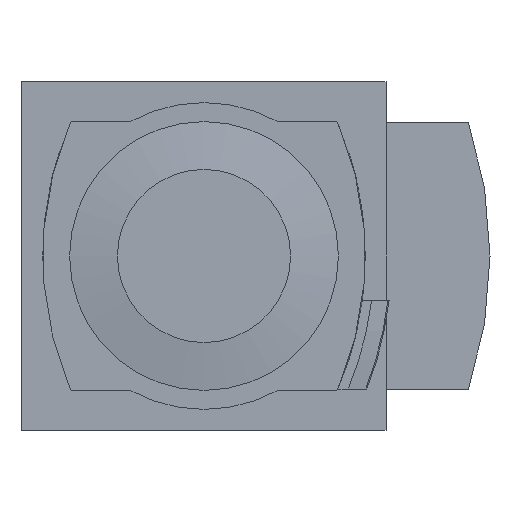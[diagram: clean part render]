
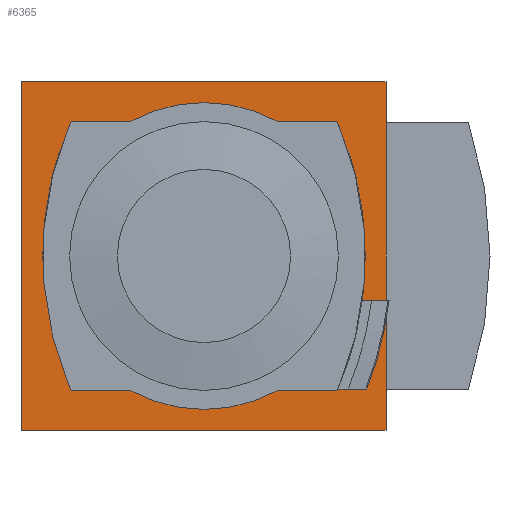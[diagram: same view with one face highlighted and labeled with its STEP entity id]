
A CAD part, front view. The second image highlights one B-rep face of the part: STEP entity #6365.
In plain terms, the highlighted planar face has unit normal (0, -1, 0).
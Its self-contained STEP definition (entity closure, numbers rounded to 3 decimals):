
#114=PLANE('',#6693);
#282=LINE('',#8372,#822);
#388=LINE('',#8594,#928);
#403=LINE('',#8632,#943);
#445=LINE('',#8742,#985);
#562=LINE('',#9084,#1102);
#563=LINE('',#9088,#1103);
#564=LINE('',#9096,#1104);
#565=LINE('',#9100,#1105);
#566=LINE('',#9106,#1106);
#567=LINE('',#9110,#1107);
#822=VECTOR('',#7001,1000.);
#928=VECTOR('',#7173,1000.);
#943=VECTOR('',#7202,1000.);
#985=VECTOR('',#7286,1000.);
#1102=VECTOR('',#7545,1000.);
#1103=VECTOR('',#7548,1000.);
#1104=VECTOR('',#7555,1000.);
#1105=VECTOR('',#7558,1000.);
#1106=VECTOR('',#7563,1000.);
#1107=VECTOR('',#7566,1000.);
#1877=ORIENTED_EDGE('',*,*,#2870,.F.);
#1878=ORIENTED_EDGE('',*,*,#2945,.F.);
#1879=ORIENTED_EDGE('',*,*,#2890,.F.);
#1880=ORIENTED_EDGE('',*,*,#2756,.F.);
#1881=ORIENTED_EDGE('',*,*,#3109,.T.);
#1882=ORIENTED_EDGE('',*,*,#3110,.T.);
#1883=ORIENTED_EDGE('',*,*,#3111,.T.);
#1884=ORIENTED_EDGE('',*,*,#3112,.T.);
#1885=ORIENTED_EDGE('',*,*,#3113,.T.);
#1886=ORIENTED_EDGE('',*,*,#3114,.T.);
#1887=ORIENTED_EDGE('',*,*,#3115,.T.);
#1888=ORIENTED_EDGE('',*,*,#3116,.T.);
#1889=ORIENTED_EDGE('',*,*,#3117,.T.);
#1890=ORIENTED_EDGE('',*,*,#3118,.T.);
#1891=ORIENTED_EDGE('',*,*,#3119,.T.);
#1892=ORIENTED_EDGE('',*,*,#3120,.T.);
#1893=ORIENTED_EDGE('',*,*,#3121,.T.);
#1894=ORIENTED_EDGE('',*,*,#3122,.F.);
#1895=ORIENTED_EDGE('',*,*,#3123,.T.);
#2756=EDGE_CURVE('',#3436,#3437,#282,.T.);
#2870=EDGE_CURVE('',#3519,#3436,#388,.T.);
#2890=EDGE_CURVE('',#3437,#3536,#403,.T.);
#2945=EDGE_CURVE('',#3536,#3519,#445,.T.);
#3109=EDGE_CURVE('',#3719,#3720,#3903,.T.);
#3110=EDGE_CURVE('',#3720,#3721,#562,.T.);
#3111=EDGE_CURVE('',#3721,#3722,#3904,.T.);
#3112=EDGE_CURVE('',#3722,#3723,#563,.T.);
#3113=EDGE_CURVE('',#3723,#3724,#3905,.T.);
#3114=EDGE_CURVE('',#3724,#3725,#3906,.T.);
#3115=EDGE_CURVE('',#3725,#3726,#3907,.T.);
#3116=EDGE_CURVE('',#3726,#3727,#564,.T.);
#3117=EDGE_CURVE('',#3727,#3728,#3908,.T.);
#3118=EDGE_CURVE('',#3728,#3729,#565,.T.);
#3119=EDGE_CURVE('',#3729,#3730,#3909,.T.);
#3120=EDGE_CURVE('',#3730,#3731,#3910,.T.);
#3121=EDGE_CURVE('',#3731,#3732,#566,.T.);
#3122=EDGE_CURVE('',#3733,#3732,#3911,.T.);
#3123=EDGE_CURVE('',#3733,#3719,#567,.T.);
#3436=VERTEX_POINT('',#8371);
#3437=VERTEX_POINT('',#8373);
#3519=VERTEX_POINT('',#8593);
#3536=VERTEX_POINT('',#8633);
#3719=VERTEX_POINT('',#9082);
#3720=VERTEX_POINT('',#9083);
#3721=VERTEX_POINT('',#9085);
#3722=VERTEX_POINT('',#9087);
#3723=VERTEX_POINT('',#9089);
#3724=VERTEX_POINT('',#9091);
#3725=VERTEX_POINT('',#9093);
#3726=VERTEX_POINT('',#9095);
#3727=VERTEX_POINT('',#9097);
#3728=VERTEX_POINT('',#9099);
#3729=VERTEX_POINT('',#9101);
#3730=VERTEX_POINT('',#9103);
#3731=VERTEX_POINT('',#9105);
#3732=VERTEX_POINT('',#9107);
#3733=VERTEX_POINT('',#9109);
#3903=CIRCLE('',#6694,0.3);
#3904=CIRCLE('',#6695,17.7);
#3905=CIRCLE('',#6696,0.3);
#3906=CIRCLE('',#6697,38.9);
#3907=CIRCLE('',#6698,0.3);
#3908=CIRCLE('',#6699,17.7);
#3909=CIRCLE('',#6700,0.3);
#3910=CIRCLE('',#6701,38.9);
#3911=CIRCLE('',#6702,39.95);
#4038=EDGE_LOOP('',(#1877,#1878,#1879,#1880));
#4039=EDGE_LOOP('',(#1881,#1882,#1883,#1884,#1885,#1886,#1887,#1888,#1889,
#1890,#1891,#1892,#1893,#1894,#1895));
#4311=FACE_BOUND('',#4038,.T.);
#4312=FACE_BOUND('',#4039,.T.);
#6365=ADVANCED_FACE('',(#4311,#4312),#114,.F.);
#6693=AXIS2_PLACEMENT_3D('',#9080,#7541,#7542);
#6694=AXIS2_PLACEMENT_3D('',#9081,#7543,#7544);
#6695=AXIS2_PLACEMENT_3D('',#9086,#7546,#7547);
#6696=AXIS2_PLACEMENT_3D('',#9090,#7549,#7550);
#6697=AXIS2_PLACEMENT_3D('',#9092,#7551,#7552);
#6698=AXIS2_PLACEMENT_3D('',#9094,#7553,#7554);
#6699=AXIS2_PLACEMENT_3D('',#9098,#7556,#7557);
#6700=AXIS2_PLACEMENT_3D('',#9102,#7559,#7560);
#6701=AXIS2_PLACEMENT_3D('',#9104,#7561,#7562);
#6702=AXIS2_PLACEMENT_3D('',#9108,#7564,#7565);
#7001=DIRECTION('',(0.,0.,1.));
#7173=DIRECTION('',(-1.,0.,0.));
#7202=DIRECTION('',(1.,0.,0.));
#7286=DIRECTION('',(0.,0.,-1.));
#7541=DIRECTION('',(0.,1.,0.));
#7542=DIRECTION('',(0.,0.,1.));
#7543=DIRECTION('',(0.,1.,0.));
#7544=DIRECTION('',(1.,0.,0.));
#7545=DIRECTION('',(-1.,0.,0.));
#7546=DIRECTION('',(0.,1.,0.));
#7547=DIRECTION('',(1.,0.,0.));
#7548=DIRECTION('',(-1.,0.,0.));
#7549=DIRECTION('',(0.,1.,0.));
#7550=DIRECTION('',(1.,0.,0.));
#7551=DIRECTION('',(0.,1.,0.));
#7552=DIRECTION('',(1.,0.,0.));
#7553=DIRECTION('',(0.,1.,0.));
#7554=DIRECTION('',(1.,0.,0.));
#7555=DIRECTION('',(1.,0.,0.));
#7556=DIRECTION('',(0.,1.,0.));
#7557=DIRECTION('',(1.,0.,0.));
#7558=DIRECTION('',(1.,0.,0.));
#7559=DIRECTION('',(0.,1.,0.));
#7560=DIRECTION('',(1.,0.,0.));
#7561=DIRECTION('',(0.,1.,0.));
#7562=DIRECTION('',(1.,0.,0.));
#7563=DIRECTION('',(1.,0.,0.));
#7564=DIRECTION('',(0.,-1.,0.));
#7565=DIRECTION('',(0.,0.,-1.));
#7566=DIRECTION('',(-1.,0.,0.));
#8371=CARTESIAN_POINT('',(-21.,-31.,-20.1));
#8372=CARTESIAN_POINT('',(-21.,-31.,-20.1));
#8373=CARTESIAN_POINT('',(-21.,-31.,20.1));
#8593=CARTESIAN_POINT('',(21.,-31.,-20.1));
#8594=CARTESIAN_POINT('',(21.,-31.,-20.1));
#8632=CARTESIAN_POINT('',(-21.,-31.,20.1));
#8633=CARTESIAN_POINT('',(21.,-31.,20.1));
#8742=CARTESIAN_POINT('',(21.,-31.,20.1));
#9080=CARTESIAN_POINT('',(0.,-31.,0.));
#9081=CARTESIAN_POINT('',(15.181,-31.,-15.2));
#9082=CARTESIAN_POINT('',(15.442,-31.,-15.349));
#9083=CARTESIAN_POINT('',(15.181,-31.,-15.5));
#9084=CARTESIAN_POINT('',(14.091,-31.,-15.5));
#9085=CARTESIAN_POINT('',(8.546,-31.,-15.5));
#9086=CARTESIAN_POINT('',(0.,-31.,0.));
#9087=CARTESIAN_POINT('',(-8.546,-31.,-15.5));
#9088=CARTESIAN_POINT('',(-8.546,-31.,-15.5));
#9089=CARTESIAN_POINT('',(-15.181,-31.,-15.5));
#9090=CARTESIAN_POINT('',(-15.181,-31.,-15.2));
#9091=CARTESIAN_POINT('',(-15.457,-31.,-15.318));
#9092=CARTESIAN_POINT('',(20.3,-31.,0.));
#9093=CARTESIAN_POINT('',(-15.457,-31.,15.318));
#9094=CARTESIAN_POINT('',(-15.181,-31.,15.2));
#9095=CARTESIAN_POINT('',(-15.181,-31.,15.5));
#9096=CARTESIAN_POINT('',(-15.181,-31.,15.5));
#9097=CARTESIAN_POINT('',(-8.546,-31.,15.5));
#9098=CARTESIAN_POINT('',(0.,-31.,0.));
#9099=CARTESIAN_POINT('',(8.546,-31.,15.5));
#9100=CARTESIAN_POINT('',(8.546,-31.,15.5));
#9101=CARTESIAN_POINT('',(15.181,-31.,15.5));
#9102=CARTESIAN_POINT('',(15.181,-31.,15.2));
#9103=CARTESIAN_POINT('',(15.457,-31.,15.318));
#9104=CARTESIAN_POINT('',(-20.3,-31.,0.));
#9105=CARTESIAN_POINT('',(18.259,-31.,-5.142));
#9106=CARTESIAN_POINT('',(17.25,-31.,-5.142));
#9107=CARTESIAN_POINT('',(19.337,-31.,-5.142));
#9108=CARTESIAN_POINT('',(-20.3,-31.,-0.15));
#9109=CARTESIAN_POINT('',(16.646,-31.,-15.349));
#9110=CARTESIAN_POINT('',(30.,-31.,-15.349));
